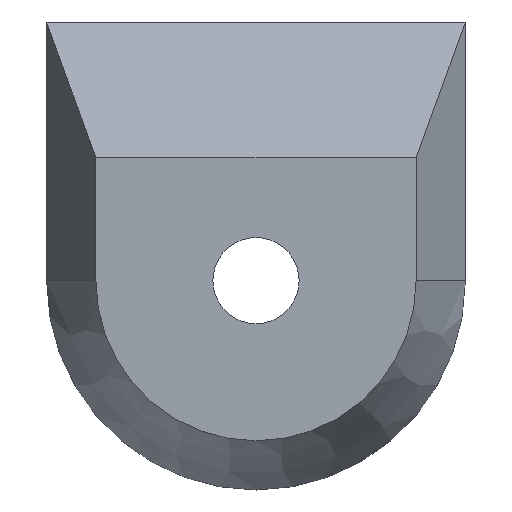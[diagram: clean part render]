
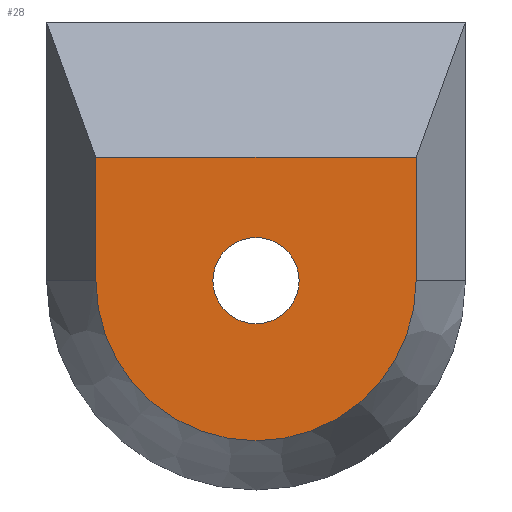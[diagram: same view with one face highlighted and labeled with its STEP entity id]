
A CAD part, left-side view. The second image highlights one B-rep face of the part: STEP entity #28.
In plain terms, the highlighted planar face has unit normal (-1, 0, 0).
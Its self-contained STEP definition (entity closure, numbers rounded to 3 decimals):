
#28 = ADVANCED_FACE('',(#29,#146),#44,.F.);
#29 = FACE_BOUND('',#30,.F.);
#30 = EDGE_LOOP('',(#31,#67,#94,#121));
#31 = ORIENTED_EDGE('',*,*,#32,.T.);
#32 = EDGE_CURVE('',#33,#35,#37,.T.);
#33 = VERTEX_POINT('',#34);
#34 = CARTESIAN_POINT('',(-87.108,-120.61,-155.));
#35 = VERTEX_POINT('',#36);
#36 = CARTESIAN_POINT('',(-87.108,-107.61,-155.));
#37 = SURFACE_CURVE('',#38,(#43,#55),.PCURVE_S1.);
#38 = CIRCLE('',#39,6.5);
#39 = AXIS2_PLACEMENT_3D('',#40,#41,#42);
#40 = CARTESIAN_POINT('',(-87.108,-114.11,-155.));
#41 = DIRECTION('',(1.,0.,0.));
#42 = DIRECTION('',(0.,1.,0.));
#43 = PCURVE('',#44,#49);
#44 = PLANE('',#45);
#45 = AXIS2_PLACEMENT_3D('',#46,#47,#48);
#46 = CARTESIAN_POINT('',(-87.108,-114.11,-154.604));
#47 = DIRECTION('',(1.,0.,0.));
#48 = DIRECTION('',(0.,0.,1.));
#49 = DEFINITIONAL_REPRESENTATION('',(#50),#54);
#50 = CIRCLE('',#51,6.5);
#51 = AXIS2_PLACEMENT_2D('',#52,#53);
#52 = CARTESIAN_POINT('',(-0.396,0.));
#53 = DIRECTION('',(0.,-1.));
#54 = ( GEOMETRIC_REPRESENTATION_CONTEXT(2) 
PARAMETRIC_REPRESENTATION_CONTEXT() REPRESENTATION_CONTEXT('2D SPACE',''
  ) );
#55 = PCURVE('',#56,#61);
#56 = CONICAL_SURFACE('',#57,6.5,0.381);
#57 = AXIS2_PLACEMENT_3D('',#58,#59,#60);
#58 = CARTESIAN_POINT('',(-87.108,-114.11,-155.));
#59 = DIRECTION('',(1.,0.,0.));
#60 = DIRECTION('',(0.,1.,0.));
#61 = DEFINITIONAL_REPRESENTATION('',(#62),#66);
#62 = LINE('',#63,#64);
#63 = CARTESIAN_POINT('',(0.,0.));
#64 = VECTOR('',#65,1.);
#65 = DIRECTION('',(1.,0.));
#66 = ( GEOMETRIC_REPRESENTATION_CONTEXT(2) 
PARAMETRIC_REPRESENTATION_CONTEXT() REPRESENTATION_CONTEXT('2D SPACE',''
  ) );
#67 = ORIENTED_EDGE('',*,*,#68,.F.);
#68 = EDGE_CURVE('',#69,#35,#71,.T.);
#69 = VERTEX_POINT('',#70);
#70 = CARTESIAN_POINT('',(-87.108,-107.61,-150.));
#71 = SURFACE_CURVE('',#72,(#76,#83),.PCURVE_S1.);
#72 = LINE('',#73,#74);
#73 = CARTESIAN_POINT('',(-87.108,-107.61,-150.));
#74 = VECTOR('',#75,1.);
#75 = DIRECTION('',(0.,0.,-1.));
#76 = PCURVE('',#44,#77);
#77 = DEFINITIONAL_REPRESENTATION('',(#78),#82);
#78 = LINE('',#79,#80);
#79 = CARTESIAN_POINT('',(4.604,-6.5));
#80 = VECTOR('',#81,1.);
#81 = DIRECTION('',(-1.,-0.));
#82 = ( GEOMETRIC_REPRESENTATION_CONTEXT(2) 
PARAMETRIC_REPRESENTATION_CONTEXT() REPRESENTATION_CONTEXT('2D SPACE',''
  ) );
#83 = PCURVE('',#84,#89);
#84 = B_SPLINE_SURFACE_WITH_KNOTS('',1,1,(
    (#85,#86)
    ,(#87,#88
  )),.UNSPECIFIED.,.F.,.F.,.F.,(2,2),(2,2),(-10.5,0.),(0.,1.),
  .PIECEWISE_BEZIER_KNOTS.);
#85 = CARTESIAN_POINT('',(-87.108,-107.61,-155.));
#86 = CARTESIAN_POINT('',(-82.108,-105.61,-155.));
#87 = CARTESIAN_POINT('',(-87.108,-107.61,-150.));
#88 = CARTESIAN_POINT('',(-82.108,-105.61,-144.5));
#89 = DEFINITIONAL_REPRESENTATION('',(#90),#93);
#90 = B_SPLINE_CURVE_WITH_KNOTS('',1,(#91,#92),.UNSPECIFIED.,.F.,.F.,(2,
    2),(0.,5.),.PIECEWISE_BEZIER_KNOTS.);
#91 = CARTESIAN_POINT('',(0.,0.));
#92 = CARTESIAN_POINT('',(-10.5,0.));
#93 = ( GEOMETRIC_REPRESENTATION_CONTEXT(2) 
PARAMETRIC_REPRESENTATION_CONTEXT() REPRESENTATION_CONTEXT('2D SPACE',''
  ) );
#94 = ORIENTED_EDGE('',*,*,#95,.F.);
#95 = EDGE_CURVE('',#96,#69,#98,.T.);
#96 = VERTEX_POINT('',#97);
#97 = CARTESIAN_POINT('',(-87.108,-120.61,-150.));
#98 = SURFACE_CURVE('',#99,(#103,#110),.PCURVE_S1.);
#99 = LINE('',#100,#101);
#100 = CARTESIAN_POINT('',(-87.108,-120.61,-150.));
#101 = VECTOR('',#102,1.);
#102 = DIRECTION('',(0.,1.,0.));
#103 = PCURVE('',#44,#104);
#104 = DEFINITIONAL_REPRESENTATION('',(#105),#109);
#105 = LINE('',#106,#107);
#106 = CARTESIAN_POINT('',(4.604,6.5));
#107 = VECTOR('',#108,1.);
#108 = DIRECTION('',(0.,-1.));
#109 = ( GEOMETRIC_REPRESENTATION_CONTEXT(2) 
PARAMETRIC_REPRESENTATION_CONTEXT() REPRESENTATION_CONTEXT('2D SPACE',''
  ) );
#110 = PCURVE('',#111,#116);
#111 = B_SPLINE_SURFACE_WITH_KNOTS('',1,1,(
    (#112,#113)
    ,(#114,#115
    )),.UNSPECIFIED.,.F.,.F.,.F.,(2,2),(2,2),(-17.,0.),(0.,1.),
  .PIECEWISE_BEZIER_KNOTS.);
#112 = CARTESIAN_POINT('',(-87.108,-107.61,-150.));
#113 = CARTESIAN_POINT('',(-82.108,-105.61,-144.5));
#114 = CARTESIAN_POINT('',(-87.108,-120.61,-150.));
#115 = CARTESIAN_POINT('',(-82.108,-122.61,-144.5));
#116 = DEFINITIONAL_REPRESENTATION('',(#117),#120);
#117 = B_SPLINE_CURVE_WITH_KNOTS('',1,(#118,#119),.UNSPECIFIED.,.F.,.F.,
  (2,2),(0.,13.),.PIECEWISE_BEZIER_KNOTS.);
#118 = CARTESIAN_POINT('',(0.,0.));
#119 = CARTESIAN_POINT('',(-17.,0.));
#120 = ( GEOMETRIC_REPRESENTATION_CONTEXT(2) 
PARAMETRIC_REPRESENTATION_CONTEXT() REPRESENTATION_CONTEXT('2D SPACE',''
  ) );
#121 = ORIENTED_EDGE('',*,*,#122,.F.);
#122 = EDGE_CURVE('',#33,#96,#123,.T.);
#123 = SURFACE_CURVE('',#124,(#128,#135),.PCURVE_S1.);
#124 = LINE('',#125,#126);
#125 = CARTESIAN_POINT('',(-87.108,-120.61,-155.));
#126 = VECTOR('',#127,1.);
#127 = DIRECTION('',(0.,0.,1.));
#128 = PCURVE('',#44,#129);
#129 = DEFINITIONAL_REPRESENTATION('',(#130),#134);
#130 = LINE('',#131,#132);
#131 = CARTESIAN_POINT('',(-0.396,6.5));
#132 = VECTOR('',#133,1.);
#133 = DIRECTION('',(1.,0.));
#134 = ( GEOMETRIC_REPRESENTATION_CONTEXT(2) 
PARAMETRIC_REPRESENTATION_CONTEXT() REPRESENTATION_CONTEXT('2D SPACE',''
  ) );
#135 = PCURVE('',#136,#141);
#136 = B_SPLINE_SURFACE_WITH_KNOTS('',1,1,(
    (#137,#138)
    ,(#139,#140
    )),.UNSPECIFIED.,.F.,.F.,.F.,(2,2),(2,2),(-10.5,0.),(0.,1.),
  .PIECEWISE_BEZIER_KNOTS.);
#137 = CARTESIAN_POINT('',(-87.108,-120.61,-150.));
#138 = CARTESIAN_POINT('',(-82.108,-122.61,-144.5));
#139 = CARTESIAN_POINT('',(-87.108,-120.61,-155.));
#140 = CARTESIAN_POINT('',(-82.108,-122.61,-155.));
#141 = DEFINITIONAL_REPRESENTATION('',(#142),#145);
#142 = B_SPLINE_CURVE_WITH_KNOTS('',1,(#143,#144),.UNSPECIFIED.,.F.,.F.,
  (2,2),(0.,5.),.PIECEWISE_BEZIER_KNOTS.);
#143 = CARTESIAN_POINT('',(0.,0.));
#144 = CARTESIAN_POINT('',(-10.5,0.));
#145 = ( GEOMETRIC_REPRESENTATION_CONTEXT(2) 
PARAMETRIC_REPRESENTATION_CONTEXT() REPRESENTATION_CONTEXT('2D SPACE',''
  ) );
#146 = FACE_BOUND('',#147,.F.);
#147 = EDGE_LOOP('',(#148));
#148 = ORIENTED_EDGE('',*,*,#149,.F.);
#149 = EDGE_CURVE('',#150,#150,#152,.T.);
#150 = VERTEX_POINT('',#151);
#151 = CARTESIAN_POINT('',(-87.108,-112.36,-155.));
#152 = SURFACE_CURVE('',#153,(#158,#165),.PCURVE_S1.);
#153 = CIRCLE('',#154,1.75);
#154 = AXIS2_PLACEMENT_3D('',#155,#156,#157);
#155 = CARTESIAN_POINT('',(-87.108,-114.11,-155.));
#156 = DIRECTION('',(1.,0.,0.));
#157 = DIRECTION('',(0.,1.,0.));
#158 = PCURVE('',#44,#159);
#159 = DEFINITIONAL_REPRESENTATION('',(#160),#164);
#160 = CIRCLE('',#161,1.75);
#161 = AXIS2_PLACEMENT_2D('',#162,#163);
#162 = CARTESIAN_POINT('',(-0.396,0.));
#163 = DIRECTION('',(0.,-1.));
#164 = ( GEOMETRIC_REPRESENTATION_CONTEXT(2) 
PARAMETRIC_REPRESENTATION_CONTEXT() REPRESENTATION_CONTEXT('2D SPACE',''
  ) );
#165 = PCURVE('',#166,#171);
#166 = CYLINDRICAL_SURFACE('',#167,1.75);
#167 = AXIS2_PLACEMENT_3D('',#168,#169,#170);
#168 = CARTESIAN_POINT('',(-87.108,-114.11,-155.));
#169 = DIRECTION('',(-1.,-0.,-0.));
#170 = DIRECTION('',(0.,1.,0.));
#171 = DEFINITIONAL_REPRESENTATION('',(#172),#176);
#172 = LINE('',#173,#174);
#173 = CARTESIAN_POINT('',(-0.,0.));
#174 = VECTOR('',#175,1.);
#175 = DIRECTION('',(-1.,0.));
#176 = ( GEOMETRIC_REPRESENTATION_CONTEXT(2) 
PARAMETRIC_REPRESENTATION_CONTEXT() REPRESENTATION_CONTEXT('2D SPACE',''
  ) );
